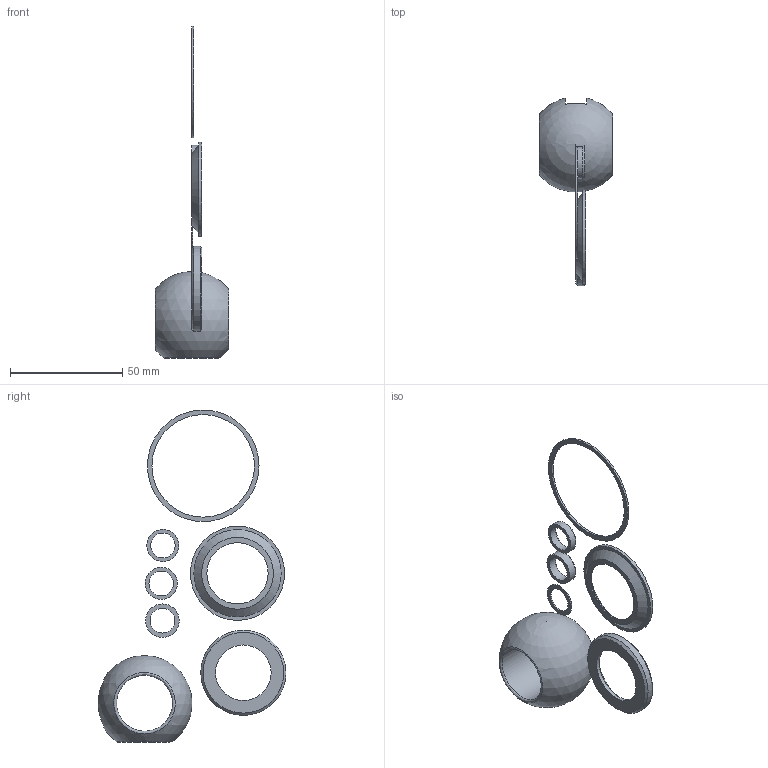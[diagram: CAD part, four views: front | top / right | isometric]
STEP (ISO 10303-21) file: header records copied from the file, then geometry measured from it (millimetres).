
FILE_DESCRIPTION(/* description */ ('1" SS MALE DRY MATE REPAIR KIT'),/* implementation_level */ '2;1');
FILE_NAME(/* name */ 'DM101SS.stp',/* time_stamp */ '2020-06-09T10:02:10-04:00',/* author */ ('DMK'),/* organization */ (''),/* preprocessor_version */ 'ST-DEVELOPER v17.2',/* originating_system */ 'Autodesk Inventor 2019',/* authorisation */ '');
FILE_SCHEMA (('AUTOMOTIVE_DESIGN { 1 0 10303 214 3 1 1 }'));
Length unit declared in the file: inch
Products named in the file (9): DM101SS; RK1005; DM10258; VSS10060; VSS10160F; VSS10160M; VSS10204; VSS10258; DM10255SS
Assembly tree (8 placements, depth 3):
  DM101SS
    RK1005
      DM10258
      VSS10060
      VSS10160F
      VSS10160M
      VSS10204
      VSS10258
    DM10255SS
Bounding box: 32.91 x 83.78 x 147.99 mm (x, y, z)
Volume: 23411.7 mm3; surface area: 13275.2 mm2
Topology: 7 solids, 7 shells, 47 faces, 123 edges, 90 vertices
Faces by surface type: plane 16, cylinder 15, cone 11, bspline 2, sphere 2, torus 1
Full cylindrical faces by diameter (mm): 10.973 x2, 11.024 x1, 14.326 x2, 14.961 x1, 24.765 x1, 24.892 x1, 27.33 x1, 28.702 x1, 37.998 x1, 41.986 x1, 45.72 x1, 49.784 x1
Entity records: 2189 total; most frequent: CARTESIAN_POINT 605, DIRECTION 321, ORIENTED_EDGE 242, AXIS2_PLACEMENT_3D 148, EDGE_CURVE 121, VERTEX_POINT 90, CIRCLE 86, EDGE_LOOP 63
